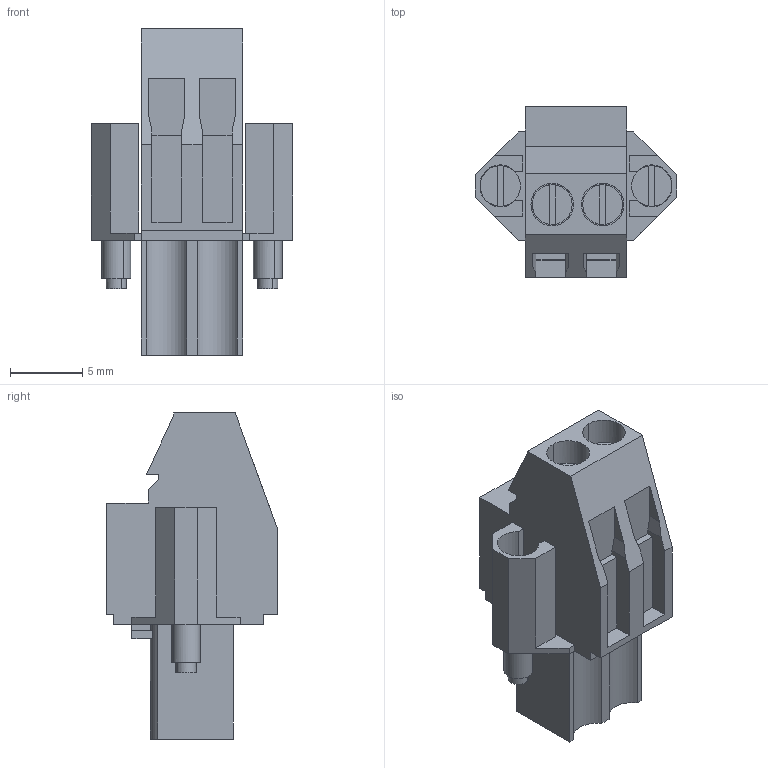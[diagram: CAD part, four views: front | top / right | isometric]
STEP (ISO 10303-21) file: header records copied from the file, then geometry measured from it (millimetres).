
FILE_DESCRIPTION(('CATIA V5 STEP Exchange','CAx-IF Rec.Pracs.--- Model Styling and Organization---1.2---2011-12-15'),'2;1');
FILE_NAME ('D1454067_0_1639240000_1639240000.stp','2017-04-18T08:38:40+00:00',('none'),('Weidmueller'),'CATIA Version 5-6 Release 2014','CATIA V5 STEP AP214','none');
FILE_SCHEMA(('AUTOMOTIVE_DESIGN { 1 0 10303 214 1 1 1 1 }'));
Length unit declared in the file: millimetre
Products named in the file (1): 1639240000
Bounding box: 13.94 x 11.83 x 22.6 mm (x, y, z)
Volume: 1219 mm3; surface area: 1620.4 mm2
Topology: 5 solids, 5 shells, 198 faces, 528 edges, 353 vertices
Faces by surface type: plane 161, cylinder 37
Entity records: 6029 total; most frequent: CARTESIAN_POINT 1141, ORIENTED_EDGE 1056, DIRECTION 874, EDGE_CURVE 528, VECTOR 426, LINE 426, VERTEX_POINT 353, AXIS2_PLACEMENT_3D 270
